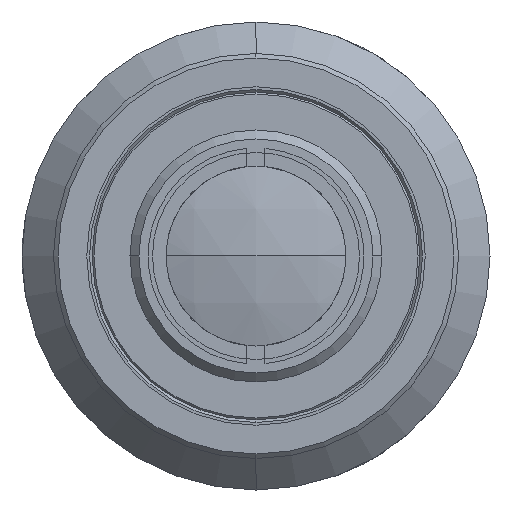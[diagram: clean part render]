
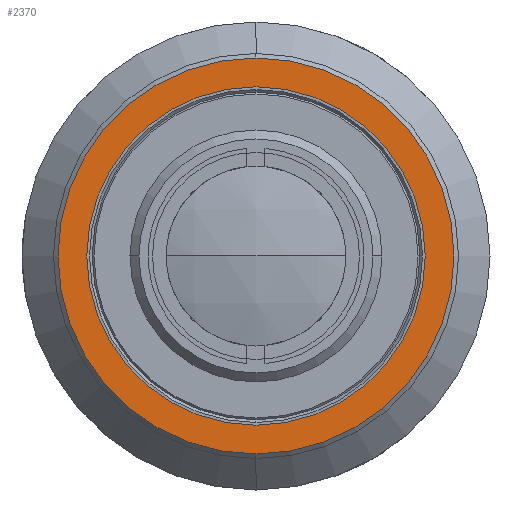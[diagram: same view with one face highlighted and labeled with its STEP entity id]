
A CAD part, left-side view. The second image highlights one B-rep face of the part: STEP entity #2370.
In plain terms, the highlighted planar face has unit normal (-1, 0, 0).
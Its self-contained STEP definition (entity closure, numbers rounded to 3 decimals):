
#27 = ORIENTED_EDGE ( 'NONE', *, *, #988, .T. ) ;
#199 = DIRECTION ( 'NONE',  ( 1., 0., 0. ) ) ;
#209 = FACE_OUTER_BOUND ( 'NONE', #3086, .T. ) ;
#438 = CARTESIAN_POINT ( 'NONE',  ( 13.8, 0., 0. ) ) ;
#566 = VERTEX_POINT ( 'NONE', #1862 ) ;
#609 = ORIENTED_EDGE ( 'NONE', *, *, #1456, .T. ) ;
#622 = VERTEX_POINT ( 'NONE', #795 ) ;
#631 = DIRECTION ( 'NONE',  ( 0., 0., 1. ) ) ;
#753 = DIRECTION ( 'NONE',  ( -1., 0., 0. ) ) ;
#760 = DIRECTION ( 'NONE',  ( 0., 0., -1. ) ) ;
#772 = ORIENTED_EDGE ( 'NONE', *, *, #2596, .T. ) ;
#795 = CARTESIAN_POINT ( 'NONE',  ( 13.8, 0., -18.2 ) ) ;
#968 = FACE_BOUND ( 'NONE', #1487, .T. ) ;
#973 = CARTESIAN_POINT ( 'NONE',  ( 13.8, 0., 22. ) ) ;
#988 = EDGE_CURVE ( 'NONE', #3217, #566, #1753, .T. ) ;
#1456 = EDGE_CURVE ( 'NONE', #566, #3217, #2887, .T. ) ;
#1478 = DIRECTION ( 'NONE',  ( 0., 0., 1. ) ) ;
#1487 = EDGE_LOOP ( 'NONE', ( #772, #2552 ) ) ;
#1501 = DIRECTION ( 'NONE',  ( -1., 0., 0. ) ) ;
#1676 = CIRCLE ( 'NONE', #2098, 18.2 ) ;
#1691 = VERTEX_POINT ( 'NONE', #1846 ) ;
#1713 = DIRECTION ( 'NONE',  ( 0., 0., -1. ) ) ;
#1742 = DIRECTION ( 'NONE',  ( 1., 0., 0. ) ) ;
#1753 = CIRCLE ( 'NONE', #1815, 22. ) ;
#1815 = AXIS2_PLACEMENT_3D ( 'NONE', #2582, #2124, #631 ) ;
#1846 = CARTESIAN_POINT ( 'NONE',  ( 13.8, 0., 18.2 ) ) ;
#1862 = CARTESIAN_POINT ( 'NONE',  ( 13.8, 0., -22. ) ) ;
#1969 = CARTESIAN_POINT ( 'NONE',  ( 13.8, 18.2, 0. ) ) ;
#2098 = AXIS2_PLACEMENT_3D ( 'NONE', #2469, #1742, #760 ) ;
#2124 = DIRECTION ( 'NONE',  ( -1., 0., 0. ) ) ;
#2352 = AXIS2_PLACEMENT_3D ( 'NONE', #1969, #753, #3236 ) ;
#2370 = ADVANCED_FACE ( 'NONE', ( #209, #968 ), #2749, .T. ) ;
#2423 = AXIS2_PLACEMENT_3D ( 'NONE', #2683, #1501, #1478 ) ;
#2449 = AXIS2_PLACEMENT_3D ( 'NONE', #438, #199, #1713 ) ;
#2469 = CARTESIAN_POINT ( 'NONE',  ( 13.8, 0., 0. ) ) ;
#2552 = ORIENTED_EDGE ( 'NONE', *, *, #2678, .T. ) ;
#2582 = CARTESIAN_POINT ( 'NONE',  ( 13.8, 0., 0. ) ) ;
#2596 = EDGE_CURVE ( 'NONE', #622, #1691, #3092, .T. ) ;
#2678 = EDGE_CURVE ( 'NONE', #1691, #622, #1676, .T. ) ;
#2683 = CARTESIAN_POINT ( 'NONE',  ( 13.8, 0., 0. ) ) ;
#2749 = PLANE ( 'NONE',  #2352 ) ;
#2887 = CIRCLE ( 'NONE', #2423, 22. ) ;
#3086 = EDGE_LOOP ( 'NONE', ( #609, #27 ) ) ;
#3092 = CIRCLE ( 'NONE', #2449, 18.2 ) ;
#3217 = VERTEX_POINT ( 'NONE', #973 ) ;
#3236 = DIRECTION ( 'NONE',  ( 0., 0., 1. ) ) ;
